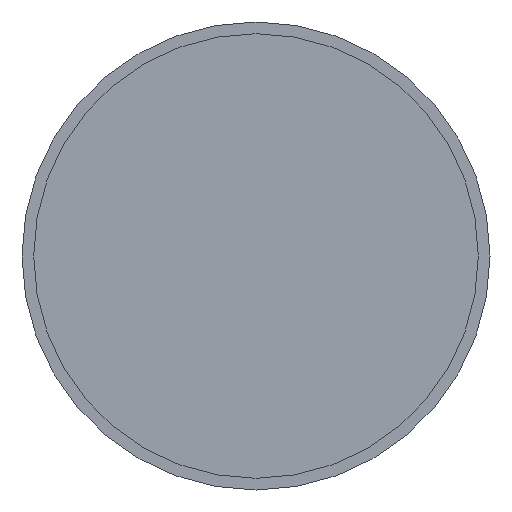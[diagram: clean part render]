
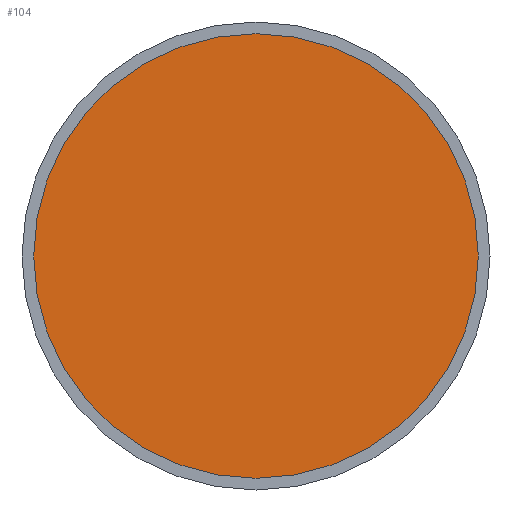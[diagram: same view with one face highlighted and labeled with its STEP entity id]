
A CAD part, front view. The second image highlights one B-rep face of the part: STEP entity #104.
In plain terms, the highlighted planar face has unit normal (0, -1, 0).
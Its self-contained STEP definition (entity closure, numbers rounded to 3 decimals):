
#104 = ADVANCED_FACE( '', ( #216 ), #217, .F. );
#216 = FACE_OUTER_BOUND( '', #356, .T. );
#217 = PLANE( '', #357 );
#356 = EDGE_LOOP( '', ( #551 ) );
#357 = AXIS2_PLACEMENT_3D( '', #552, #553, #554 );
#551 = ORIENTED_EDGE( '', *, *, #568, .T. );
#552 = CARTESIAN_POINT( '', ( 38., 3., 0. ) );
#553 = DIRECTION( '', ( 0., 1., 0. ) );
#554 = DIRECTION( '', ( 0., 0., 1. ) );
#568 = EDGE_CURVE( '', #645, #645, #646, .T. );
#645 = VERTEX_POINT( '', #749 );
#646 = CIRCLE( '', #750, 38. );
#749 = CARTESIAN_POINT( '', ( 0., 3., -38. ) );
#750 = AXIS2_PLACEMENT_3D( '', #870, #871, #872 );
#870 = CARTESIAN_POINT( '', ( 0., 3., 0. ) );
#871 = DIRECTION( '', ( 0., -1., 0. ) );
#872 = DIRECTION( '', ( 0., 0., -1. ) );
